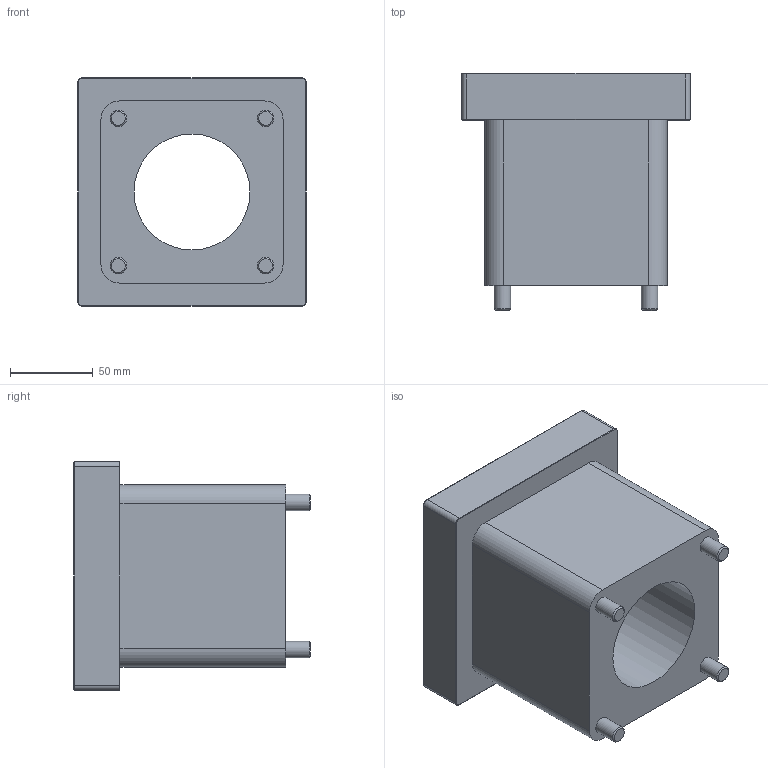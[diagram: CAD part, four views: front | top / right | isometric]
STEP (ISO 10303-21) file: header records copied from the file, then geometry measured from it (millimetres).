
FILE_DESCRIPTION(/* description */ (''),/* implementation_level */ '2;1');
FILE_NAME(/* name */ 'CAD_106411.stp',/* time_stamp */ '2020-01-28T08:36:02+01:00',/* author */ ('Hypex'),/* organization */ ('Hypex'),/* preprocessor_version */ 'ST-DEVELOPER v18',/* originating_system */ 'Autodesk Inventor 2020',/* authorisation */ '');
FILE_SCHEMA (('AUTOMOTIVE_DESIGN { 1 0 10303 214 3 1 1 }'));
Length unit declared in the file: millimetre
Products named in the file (1): CAD_102297
Bounding box: 138 x 143 x 138 mm (x, y, z)
Volume: 1174024.9 mm3; surface area: 123225.9 mm2
Topology: 1 solids, 1 shells, 67 faces, 148 edges, 93 vertices
Faces by surface type: plane 28, cylinder 22, cone 17
Full cylindrical faces by diameter (mm): 8.376 x4, 10 x4, 16.5 x4, 70 x1, 130 x1
Entity records: 1876 total; most frequent: DIRECTION 345, CARTESIAN_POINT 305, ORIENTED_EDGE 288, EDGE_CURVE 144, AXIS2_PLACEMENT_3D 133, VERTEX_POINT 93, EDGE_LOOP 83, LINE 79
